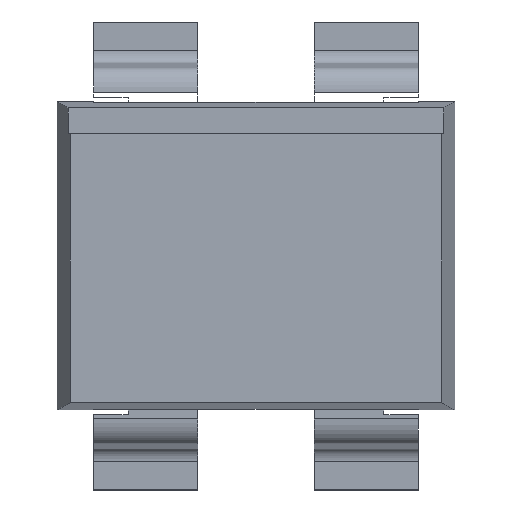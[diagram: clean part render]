
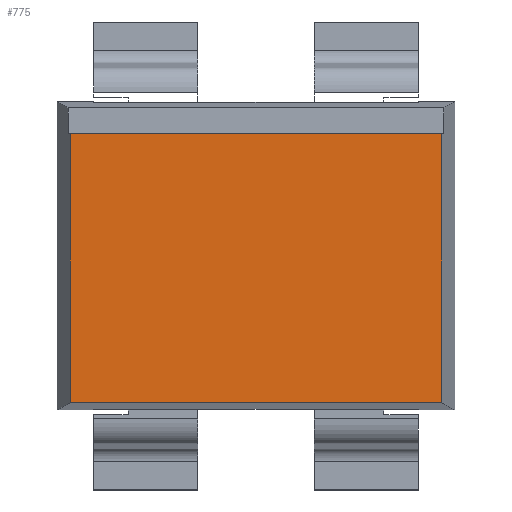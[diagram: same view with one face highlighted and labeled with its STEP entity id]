
A CAD part, top view. The second image highlights one B-rep face of the part: STEP entity #775.
In plain terms, the highlighted free-form (B-spline) face has degree [1, 1] with [2, 2] control points.
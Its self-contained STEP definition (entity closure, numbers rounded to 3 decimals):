
#262 = VERTEX_POINT('',#263);
#263 = CARTESIAN_POINT('',(2.351,1.548,1.527)
  );
#268 = EDGE_CURVE('',#262,#269,#271,.T.);
#269 = VERTEX_POINT('',#270);
#270 = CARTESIAN_POINT('',(2.351,-1.858,1.527
    ));
#271 = B_SPLINE_CURVE_WITH_KNOTS('',1,(#272,#273),.UNSPECIFIED.,.F.,.F.,
  (2,2),(0.516,6.194),.PIECEWISE_BEZIER_KNOTS.);
#272 = CARTESIAN_POINT('',(2.351,1.548,1.527)
  );
#273 = CARTESIAN_POINT('',(2.351,-1.858,1.527
    ));
#510 = VERTEX_POINT('',#511);
#511 = CARTESIAN_POINT('',(-2.351,-1.858,
    1.527));
#516 = EDGE_CURVE('',#510,#517,#519,.T.);
#517 = VERTEX_POINT('',#518);
#518 = CARTESIAN_POINT('',(-2.351,1.548,1.527
    ));
#519 = B_SPLINE_CURVE_WITH_KNOTS('',1,(#520,#521),.UNSPECIFIED.,.F.,.F.,
  (2,2),(0.,5.677),.PIECEWISE_BEZIER_KNOTS.);
#520 = CARTESIAN_POINT('',(-2.351,-1.858,
    1.527));
#521 = CARTESIAN_POINT('',(-2.351,1.548,1.527
    ));
#764 = EDGE_CURVE('',#269,#510,#765,.T.);
#765 = B_SPLINE_CURVE_WITH_KNOTS('',1,(#766,#767),.UNSPECIFIED.,.F.,.F.,
  (2,2),(0.,4.274),.PIECEWISE_BEZIER_KNOTS.);
#766 = CARTESIAN_POINT('',(2.351,-1.858,1.527
    ));
#767 = CARTESIAN_POINT('',(-2.351,-1.858,
    1.527));
#775 = ADVANCED_FACE('',(#776),#786,.F.);
#776 = FACE_BOUND('',#777,.T.);
#777 = EDGE_LOOP('',(#778,#779,#780,#781));
#778 = ORIENTED_EDGE('',*,*,#516,.F.);
#779 = ORIENTED_EDGE('',*,*,#764,.F.);
#780 = ORIENTED_EDGE('',*,*,#268,.F.);
#781 = ORIENTED_EDGE('',*,*,#782,.F.);
#782 = EDGE_CURVE('',#517,#262,#783,.T.);
#783 = B_SPLINE_CURVE_WITH_KNOTS('',1,(#784,#785),.UNSPECIFIED.,.F.,.F.,
  (2,2),(-2.137,2.137),.PIECEWISE_BEZIER_KNOTS.);
#784 = CARTESIAN_POINT('',(-2.351,1.548,1.527
    ));
#785 = CARTESIAN_POINT('',(2.351,1.548,1.527)
  );
#786 = B_SPLINE_SURFACE_WITH_KNOTS('',1,1,(
    (#787,#788)
    ,(#789,#790
    )),.UNSPECIFIED.,.F.,.F.,.F.,(2,2),(2,2),(-3.097,
    2.581),(-2.137,2.137),
  .PIECEWISE_BEZIER_KNOTS.);
#787 = CARTESIAN_POINT('',(-2.351,-1.858,
    1.527));
#788 = CARTESIAN_POINT('',(2.351,-1.858,1.527
    ));
#789 = CARTESIAN_POINT('',(-2.351,1.548,1.527
    ));
#790 = CARTESIAN_POINT('',(2.351,1.548,1.527)
  );
